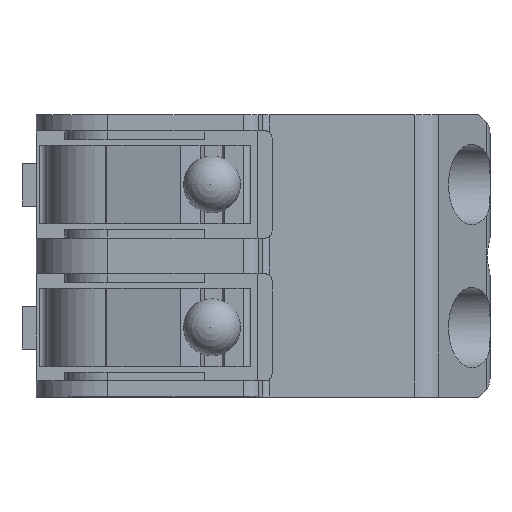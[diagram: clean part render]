
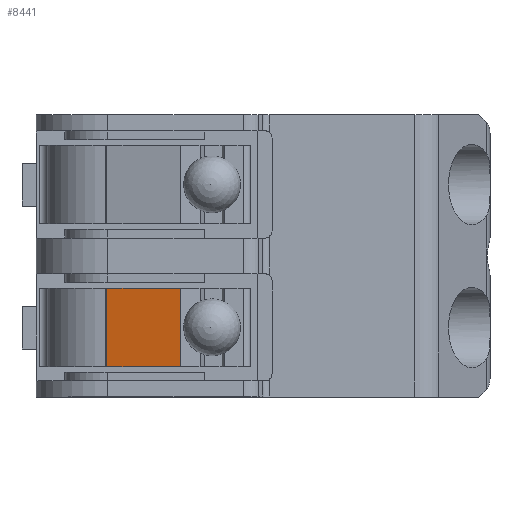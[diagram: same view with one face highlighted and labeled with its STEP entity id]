
A CAD part, top view. The second image highlights one B-rep face of the part: STEP entity #8441.
In plain terms, the highlighted planar face has unit normal (-0.236, 0, 0.972).
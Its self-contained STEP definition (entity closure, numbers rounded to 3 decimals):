
#5954 = PLANE('',#5955);
#5955 = AXIS2_PLACEMENT_3D('',#5956,#5957,#5958);
#5956 = CARTESIAN_POINT('',(-4.1,-3.1,2.15));
#5957 = DIRECTION('',(0.,-1.,0.));
#5958 = DIRECTION('',(1.,0.,0.));
#6032 = PLANE('',#6033);
#6033 = AXIS2_PLACEMENT_3D('',#6034,#6035,#6036);
#6034 = CARTESIAN_POINT('',(-4.1,-0.9,2.15));
#6035 = DIRECTION('',(0.,-1.,0.));
#6036 = DIRECTION('',(1.,0.,0.));
#6865 = VERTEX_POINT('',#6866);
#6866 = CARTESIAN_POINT('',(-2.115,-3.1,
    4.402));
#6880 = PLANE('',#6881);
#6881 = AXIS2_PLACEMENT_3D('',#6882,#6883,#6884);
#6882 = CARTESIAN_POINT('',(-1.567,-3.1,
    4.373));
#6883 = DIRECTION('',(-0.052,0.,
    -0.999));
#6884 = DIRECTION('',(0.999,0.,
    -0.052));
#6892 = EDGE_CURVE('',#6865,#6893,#6895,.T.);
#6893 = VERTEX_POINT('',#6894);
#6894 = CARTESIAN_POINT('',(-4.174,-3.1,3.902)
  );
#6895 = SURFACE_CURVE('',#6896,(#6900,#6907),.PCURVE_S1.);
#6896 = LINE('',#6897,#6898);
#6897 = CARTESIAN_POINT('',(-2.115,-3.1,
    4.402));
#6898 = VECTOR('',#6899,1.);
#6899 = DIRECTION('',(-0.972,0.,
    -0.236));
#6900 = PCURVE('',#5954,#6901);
#6901 = DEFINITIONAL_REPRESENTATION('',(#6902),#6906);
#6902 = LINE('',#6903,#6904);
#6903 = CARTESIAN_POINT('',(1.985,2.252));
#6904 = VECTOR('',#6905,1.);
#6905 = DIRECTION('',(-0.972,-0.236));
#6906 = ( GEOMETRIC_REPRESENTATION_CONTEXT(2) 
PARAMETRIC_REPRESENTATION_CONTEXT() REPRESENTATION_CONTEXT('2D SPACE',''
  ) );
#6907 = PCURVE('',#6908,#6913);
#6908 = PLANE('',#6909);
#6909 = AXIS2_PLACEMENT_3D('',#6910,#6911,#6912);
#6910 = CARTESIAN_POINT('',(-2.115,-3.1,
    4.402));
#6911 = DIRECTION('',(0.236,0.,
    -0.972));
#6912 = DIRECTION('',(0.972,0.,0.236)
  );
#6913 = DEFINITIONAL_REPRESENTATION('',(#6914),#6918);
#6914 = LINE('',#6915,#6916);
#6915 = CARTESIAN_POINT('',(0.,0.));
#6916 = VECTOR('',#6917,1.);
#6917 = DIRECTION('',(-1.,0.));
#6918 = ( GEOMETRIC_REPRESENTATION_CONTEXT(2) 
PARAMETRIC_REPRESENTATION_CONTEXT() REPRESENTATION_CONTEXT('2D SPACE',''
  ) );
#6937 = CYLINDRICAL_SURFACE('',#6938,0.2);
#6938 = AXIS2_PLACEMENT_3D('',#6939,#6940,#6941);
#6939 = CARTESIAN_POINT('',(-4.221,-3.1,
    4.096));
#6940 = DIRECTION('',(0.,-1.,0.));
#6941 = DIRECTION('',(-1.,0.,0.));
#7652 = VERTEX_POINT('',#7653);
#7653 = CARTESIAN_POINT('',(-4.174,-0.9,3.902)
  );
#7697 = EDGE_CURVE('',#7698,#7652,#7700,.T.);
#7698 = VERTEX_POINT('',#7699);
#7699 = CARTESIAN_POINT('',(-2.115,-0.9,
    4.402));
#7700 = SURFACE_CURVE('',#7701,(#7705,#7712),.PCURVE_S1.);
#7701 = LINE('',#7702,#7703);
#7702 = CARTESIAN_POINT('',(-2.115,-0.9,
    4.402));
#7703 = VECTOR('',#7704,1.);
#7704 = DIRECTION('',(-0.972,0.,
    -0.236));
#7705 = PCURVE('',#6032,#7706);
#7706 = DEFINITIONAL_REPRESENTATION('',(#7707),#7711);
#7707 = LINE('',#7708,#7709);
#7708 = CARTESIAN_POINT('',(1.985,2.252));
#7709 = VECTOR('',#7710,1.);
#7710 = DIRECTION('',(-0.972,-0.236));
#7711 = ( GEOMETRIC_REPRESENTATION_CONTEXT(2) 
PARAMETRIC_REPRESENTATION_CONTEXT() REPRESENTATION_CONTEXT('2D SPACE',''
  ) );
#7712 = PCURVE('',#6908,#7713);
#7713 = DEFINITIONAL_REPRESENTATION('',(#7714),#7718);
#7714 = LINE('',#7715,#7716);
#7715 = CARTESIAN_POINT('',(0.,-2.2));
#7716 = VECTOR('',#7717,1.);
#7717 = DIRECTION('',(-1.,0.));
#7718 = ( GEOMETRIC_REPRESENTATION_CONTEXT(2) 
PARAMETRIC_REPRESENTATION_CONTEXT() REPRESENTATION_CONTEXT('2D SPACE',''
  ) );
#8396 = EDGE_CURVE('',#6893,#7652,#8397,.T.);
#8397 = SURFACE_CURVE('',#8398,(#8402,#8431),.PCURVE_S1.);
#8398 = LINE('',#8399,#8400);
#8399 = CARTESIAN_POINT('',(-4.174,-3.1,3.902)
  );
#8400 = VECTOR('',#8401,1.);
#8401 = DIRECTION('',(0.,1.,0.));
#8402 = PCURVE('',#6937,#8403);
#8403 = DEFINITIONAL_REPRESENTATION('',(#8404),#8430);
#8404 = B_SPLINE_CURVE_WITH_KNOTS('',3,(#8405,#8406,#8407,#8408,#8409,
    #8410,#8411,#8412,#8413,#8414,#8415,#8416,#8417,#8418,#8419,#8420,
    #8421,#8422,#8423,#8424,#8425,#8426,#8427,#8428,#8429),
  .UNSPECIFIED.,.F.,.F.,(4,1,1,1,1,1,1,1,1,1,1,1,1,1,1,1,1,1,1,1,1,1,4),
  (0.,0.1,0.2,0.3,0.4,0.5,0.6,0.7,0.8,0.9,1.,1.1,1.2,1.3,1.4,1.5,
    1.6,1.7,1.8,1.9,2.,2.1,2.2),.QUASI_UNIFORM_KNOTS.);
#8405 = CARTESIAN_POINT('',(1.809,0.));
#8406 = CARTESIAN_POINT('',(1.809,-0.033));
#8407 = CARTESIAN_POINT('',(1.809,-0.1));
#8408 = CARTESIAN_POINT('',(1.809,-0.2));
#8409 = CARTESIAN_POINT('',(1.809,-0.3));
#8410 = CARTESIAN_POINT('',(1.809,-0.4));
#8411 = CARTESIAN_POINT('',(1.809,-0.5));
#8412 = CARTESIAN_POINT('',(1.809,-0.6));
#8413 = CARTESIAN_POINT('',(1.809,-0.7));
#8414 = CARTESIAN_POINT('',(1.809,-0.8));
#8415 = CARTESIAN_POINT('',(1.809,-0.9));
#8416 = CARTESIAN_POINT('',(1.809,-1.));
#8417 = CARTESIAN_POINT('',(1.809,-1.1));
#8418 = CARTESIAN_POINT('',(1.809,-1.2));
#8419 = CARTESIAN_POINT('',(1.809,-1.3));
#8420 = CARTESIAN_POINT('',(1.809,-1.4));
#8421 = CARTESIAN_POINT('',(1.809,-1.5));
#8422 = CARTESIAN_POINT('',(1.809,-1.6));
#8423 = CARTESIAN_POINT('',(1.809,-1.7));
#8424 = CARTESIAN_POINT('',(1.809,-1.8));
#8425 = CARTESIAN_POINT('',(1.809,-1.9));
#8426 = CARTESIAN_POINT('',(1.809,-2.));
#8427 = CARTESIAN_POINT('',(1.809,-2.1));
#8428 = CARTESIAN_POINT('',(1.809,-2.167));
#8429 = CARTESIAN_POINT('',(1.809,-2.2));
#8430 = ( GEOMETRIC_REPRESENTATION_CONTEXT(2) 
PARAMETRIC_REPRESENTATION_CONTEXT() REPRESENTATION_CONTEXT('2D SPACE',''
  ) );
#8431 = PCURVE('',#6908,#8432);
#8432 = DEFINITIONAL_REPRESENTATION('',(#8433),#8437);
#8433 = LINE('',#8434,#8435);
#8434 = CARTESIAN_POINT('',(-2.119,0.));
#8435 = VECTOR('',#8436,1.);
#8436 = DIRECTION('',(0.,-1.));
#8437 = ( GEOMETRIC_REPRESENTATION_CONTEXT(2) 
PARAMETRIC_REPRESENTATION_CONTEXT() REPRESENTATION_CONTEXT('2D SPACE',''
  ) );
#8441 = ADVANCED_FACE('',(#8442),#6908,.F.);
#8442 = FACE_BOUND('',#8443,.T.);
#8443 = EDGE_LOOP('',(#8444,#8445,#8446,#8447));
#8444 = ORIENTED_EDGE('',*,*,#7697,.T.);
#8445 = ORIENTED_EDGE('',*,*,#8396,.F.);
#8446 = ORIENTED_EDGE('',*,*,#6892,.F.);
#8447 = ORIENTED_EDGE('',*,*,#8448,.T.);
#8448 = EDGE_CURVE('',#6865,#7698,#8449,.T.);
#8449 = SURFACE_CURVE('',#8450,(#8454,#8461),.PCURVE_S1.);
#8450 = LINE('',#8451,#8452);
#8451 = CARTESIAN_POINT('',(-2.115,-3.1,
    4.402));
#8452 = VECTOR('',#8453,1.);
#8453 = DIRECTION('',(0.,1.,0.));
#8454 = PCURVE('',#6908,#8455);
#8455 = DEFINITIONAL_REPRESENTATION('',(#8456),#8460);
#8456 = LINE('',#8457,#8458);
#8457 = CARTESIAN_POINT('',(0.,0.));
#8458 = VECTOR('',#8459,1.);
#8459 = DIRECTION('',(0.,-1.));
#8460 = ( GEOMETRIC_REPRESENTATION_CONTEXT(2) 
PARAMETRIC_REPRESENTATION_CONTEXT() REPRESENTATION_CONTEXT('2D SPACE',''
  ) );
#8461 = PCURVE('',#6880,#8462);
#8462 = DEFINITIONAL_REPRESENTATION('',(#8463),#8467);
#8463 = LINE('',#8464,#8465);
#8464 = CARTESIAN_POINT('',(-0.548,0.));
#8465 = VECTOR('',#8466,1.);
#8466 = DIRECTION('',(0.,-1.));
#8467 = ( GEOMETRIC_REPRESENTATION_CONTEXT(2) 
PARAMETRIC_REPRESENTATION_CONTEXT() REPRESENTATION_CONTEXT('2D SPACE',''
  ) );
